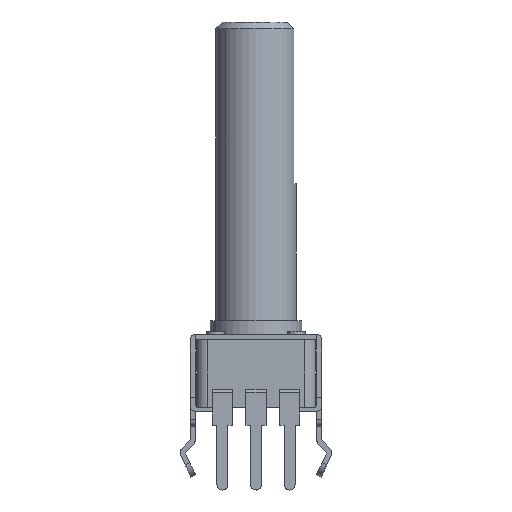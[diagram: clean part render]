
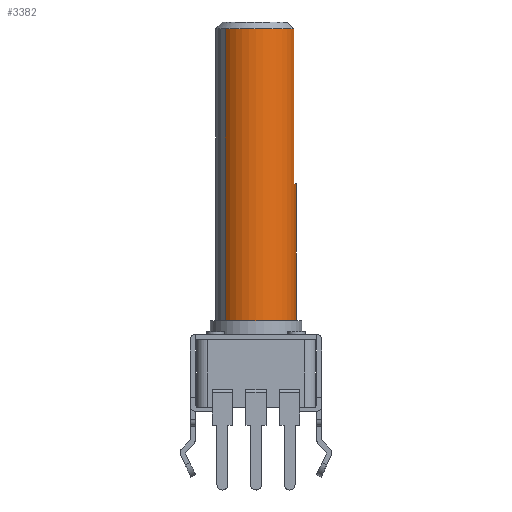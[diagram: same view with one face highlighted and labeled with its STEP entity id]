
A CAD part, front view. The second image highlights one B-rep face of the part: STEP entity #3382.
In plain terms, the highlighted cylindrical face has radius 3 mm (diameter 6 mm), a partial arc.
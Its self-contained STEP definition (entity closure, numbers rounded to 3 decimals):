
#205 = EDGE_CURVE ( 'NONE', #6587, #2803, #2154, .T. ) ;
#272 = VECTOR ( 'NONE', #1726, 1000. ) ;
#332 = FACE_OUTER_BOUND ( 'NONE', #4948, .T. ) ;
#568 = ORIENTED_EDGE ( 'NONE', *, *, #205, .T. ) ;
#965 = ORIENTED_EDGE ( 'NONE', *, *, #3005, .F. ) ;
#979 = CYLINDRICAL_SURFACE ( 'NONE', #3530, 3. ) ;
#1139 = DIRECTION ( 'NONE',  ( 0., 1., 0. ) ) ;
#1382 = VERTEX_POINT ( 'NONE', #2849 ) ;
#1441 = VERTEX_POINT ( 'NONE', #9163 ) ;
#1545 = DIRECTION ( 'NONE',  ( 0., 1., 0. ) ) ;
#1593 = CARTESIAN_POINT ( 'NONE',  ( 2.598, 0.5, 1.5 ) ) ;
#1671 = DIRECTION ( 'NONE',  ( 0., -1., 0. ) ) ;
#1690 = EDGE_CURVE ( 'NONE', #1861, #7333, #2903, .T. ) ;
#1726 = DIRECTION ( 'NONE',  ( 0., -1., 0. ) ) ;
#1861 = VERTEX_POINT ( 'NONE', #1593 ) ;
#2055 = CARTESIAN_POINT ( 'NONE',  ( 0., 0.5, -3. ) ) ;
#2154 = CIRCLE ( 'NONE', #8094, 3. ) ;
#2517 = LINE ( 'NONE', #8788, #272 ) ;
#2668 = CIRCLE ( 'NONE', #7272, 3. ) ;
#2793 = CARTESIAN_POINT ( 'NONE',  ( 2.598, 12., 1.5 ) ) ;
#2803 = VERTEX_POINT ( 'NONE', #2793 ) ;
#2849 = CARTESIAN_POINT ( 'NONE',  ( 0., 23.5, -3. ) ) ;
#2903 = CIRCLE ( 'NONE', #4096, 3. ) ;
#3005 = EDGE_CURVE ( 'NONE', #1382, #7333, #2517, .T. ) ;
#3095 = DIRECTION ( 'NONE',  ( 0., -1., 0. ) ) ;
#3266 = VECTOR ( 'NONE', #4551, 1000. ) ;
#3382 = ADVANCED_FACE ( 'NONE', ( #332 ), #979, .T. ) ;
#3436 = ORIENTED_EDGE ( 'NONE', *, *, #7240, .T. ) ;
#3530 = AXIS2_PLACEMENT_3D ( 'NONE', #3810, #1671, #3858 ) ;
#3810 = CARTESIAN_POINT ( 'NONE',  ( 0., 23.5, 0. ) ) ;
#3858 = DIRECTION ( 'NONE',  ( 0., 0., -1. ) ) ;
#4032 = ORIENTED_EDGE ( 'NONE', *, *, #1690, .T. ) ;
#4096 = AXIS2_PLACEMENT_3D ( 'NONE', #4669, #1139, #6793 ) ;
#4374 = DIRECTION ( 'NONE',  ( 0., 0., -1. ) ) ;
#4551 = DIRECTION ( 'NONE',  ( 0., -1., 0. ) ) ;
#4586 = EDGE_CURVE ( 'NONE', #1441, #6587, #7390, .T. ) ;
#4669 = CARTESIAN_POINT ( 'NONE',  ( 0., 0.5, 0. ) ) ;
#4673 = DIRECTION ( 'NONE',  ( 0., -1., 0. ) ) ;
#4948 = EDGE_LOOP ( 'NONE', ( #6859, #5674, #568, #3436, #4032, #965 ) ) ;
#5368 = EDGE_CURVE ( 'NONE', #1382, #1441, #2668, .T. ) ;
#5674 = ORIENTED_EDGE ( 'NONE', *, *, #4586, .T. ) ;
#6587 = VERTEX_POINT ( 'NONE', #7677 ) ;
#6658 = DIRECTION ( 'NONE',  ( 0., 0., -1. ) ) ;
#6793 = DIRECTION ( 'NONE',  ( 0., 0., -1. ) ) ;
#6797 = CARTESIAN_POINT ( 'NONE',  ( 2.598, 23.5, 1.5 ) ) ;
#6859 = ORIENTED_EDGE ( 'NONE', *, *, #5368, .T. ) ;
#7204 = CARTESIAN_POINT ( 'NONE',  ( 0., 12., 0. ) ) ;
#7240 = EDGE_CURVE ( 'NONE', #2803, #1861, #8935, .T. ) ;
#7272 = AXIS2_PLACEMENT_3D ( 'NONE', #7363, #3095, #6658 ) ;
#7333 = VERTEX_POINT ( 'NONE', #2055 ) ;
#7363 = CARTESIAN_POINT ( 'NONE',  ( 0., 23.5, 0. ) ) ;
#7390 = LINE ( 'NONE', #8032, #3266 ) ;
#7677 = CARTESIAN_POINT ( 'NONE',  ( 0., 12., 3. ) ) ;
#8032 = CARTESIAN_POINT ( 'NONE',  ( 0., 23.5, 3. ) ) ;
#8094 = AXIS2_PLACEMENT_3D ( 'NONE', #7204, #1545, #4374 ) ;
#8624 = VECTOR ( 'NONE', #4673, 1000. ) ;
#8788 = CARTESIAN_POINT ( 'NONE',  ( 0., 23.5, -3. ) ) ;
#8935 = LINE ( 'NONE', #6797, #8624 ) ;
#9163 = CARTESIAN_POINT ( 'NONE',  ( 0., 23.5, 3. ) ) ;
